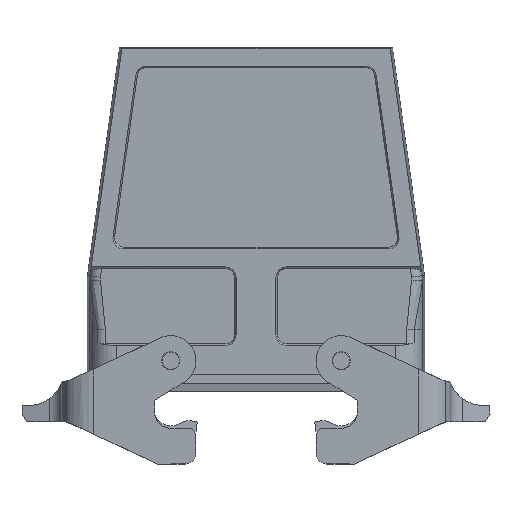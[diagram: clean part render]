
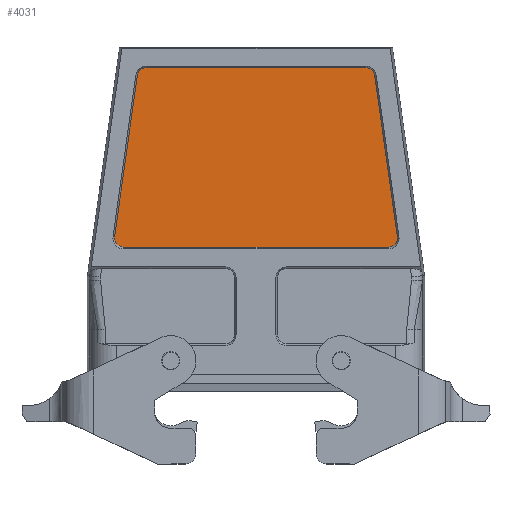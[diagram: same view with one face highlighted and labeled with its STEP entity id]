
A CAD part, front view. The second image highlights one B-rep face of the part: STEP entity #4031.
In plain terms, the highlighted planar face has unit normal (0, -1, 0).
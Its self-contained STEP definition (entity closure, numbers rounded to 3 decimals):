
#2439=LINE('',#16093,#3271);
#2440=LINE('',#16097,#3272);
#2441=LINE('',#16101,#3273);
#2442=LINE('',#16105,#3274);
#3271=VECTOR('',#12335,1.);
#3272=VECTOR('',#12338,1.);
#3273=VECTOR('',#12341,1.);
#3274=VECTOR('',#12344,1.);
#4031=ADVANCED_FACE('',(#4803),#4511,.T.);
#4511=PLANE('',#11422);
#4803=FACE_OUTER_BOUND('',#5262,.T.);
#5262=EDGE_LOOP('',(#5989,#5990,#5991,#5992,#5993,#5994,#5995,#5996));
#5989=ORIENTED_EDGE('',*,*,#9387,.F.);
#5990=ORIENTED_EDGE('',*,*,#9388,.F.);
#5991=ORIENTED_EDGE('',*,*,#9389,.F.);
#5992=ORIENTED_EDGE('',*,*,#9390,.T.);
#5993=ORIENTED_EDGE('',*,*,#9391,.T.);
#5994=ORIENTED_EDGE('',*,*,#9392,.T.);
#5995=ORIENTED_EDGE('',*,*,#9393,.T.);
#5996=ORIENTED_EDGE('',*,*,#9394,.T.);
#8521=VERTEX_POINT('',#16091);
#8522=VERTEX_POINT('',#16092);
#8523=VERTEX_POINT('',#16094);
#8524=VERTEX_POINT('',#16096);
#8525=VERTEX_POINT('',#16098);
#8526=VERTEX_POINT('',#16100);
#8527=VERTEX_POINT('',#16102);
#8528=VERTEX_POINT('',#16104);
#9387=EDGE_CURVE('',#8521,#8522,#10495,.T.);
#9388=EDGE_CURVE('',#8523,#8521,#2439,.T.);
#9389=EDGE_CURVE('',#8524,#8523,#10496,.T.);
#9390=EDGE_CURVE('',#8524,#8525,#2440,.T.);
#9391=EDGE_CURVE('',#8525,#8526,#10497,.T.);
#9392=EDGE_CURVE('',#8526,#8527,#2441,.T.);
#9393=EDGE_CURVE('',#8527,#8528,#10498,.T.);
#9394=EDGE_CURVE('',#8528,#8522,#2442,.T.);
#10495=CIRCLE('',#11418,2.5);
#10496=CIRCLE('',#11419,2.5);
#10497=CIRCLE('',#11420,2.5);
#10498=CIRCLE('',#11421,2.5);
#11418=AXIS2_PLACEMENT_3D('',#16090,#12333,#12334);
#11419=AXIS2_PLACEMENT_3D('',#16095,#12336,#12337);
#11420=AXIS2_PLACEMENT_3D('',#16099,#12339,#12340);
#11421=AXIS2_PLACEMENT_3D('',#16103,#12342,#12343);
#11422=AXIS2_PLACEMENT_3D('',#16106,#12345,#12346);
#12333=DIRECTION('',(0.,1.,0.));
#12334=DIRECTION('',(0.,0.,-1.));
#12335=DIRECTION('',(1.,0.,0.));
#12336=DIRECTION('',(0.,1.,0.));
#12337=DIRECTION('',(0.,0.,-1.));
#12338=DIRECTION('',(-0.139,0.,-0.99));
#12339=DIRECTION('',(0.,-1.,0.));
#12340=DIRECTION('',(0.,0.,-1.));
#12341=DIRECTION('',(1.,0.,0.));
#12342=DIRECTION('',(0.,-1.,0.));
#12343=DIRECTION('',(0.,0.,-1.));
#12344=DIRECTION('',(-0.139,0.,0.99));
#12345=DIRECTION('',(0.,-1.,0.));
#12346=DIRECTION('',(0.,0.,1.));
#16090=CARTESIAN_POINT('',(30.616,-40.,76.35));
#16091=CARTESIAN_POINT('',(30.616,-40.,78.85));
#16092=CARTESIAN_POINT('',(33.092,-40.,76.698));
#16093=CARTESIAN_POINT('',(-30.616,-40.,78.85));
#16094=CARTESIAN_POINT('',(-30.616,-40.,78.85));
#16095=CARTESIAN_POINT('',(-30.616,-40.,76.35));
#16096=CARTESIAN_POINT('',(-33.092,-40.,76.698));
#16097=CARTESIAN_POINT('',(-39.416,-40.,31.698));
#16098=CARTESIAN_POINT('',(-39.416,-40.,31.698));
#16099=CARTESIAN_POINT('',(-36.941,-40.,31.35));
#16100=CARTESIAN_POINT('',(-36.941,-40.,28.85));
#16101=CARTESIAN_POINT('',(36.941,-40.,28.85));
#16102=CARTESIAN_POINT('',(36.941,-40.,28.85));
#16103=CARTESIAN_POINT('',(36.941,-40.,31.35));
#16104=CARTESIAN_POINT('',(39.416,-40.,31.698));
#16105=CARTESIAN_POINT('',(33.092,-40.,76.698));
#16106=CARTESIAN_POINT('',(-30.616,-40.,76.35));
